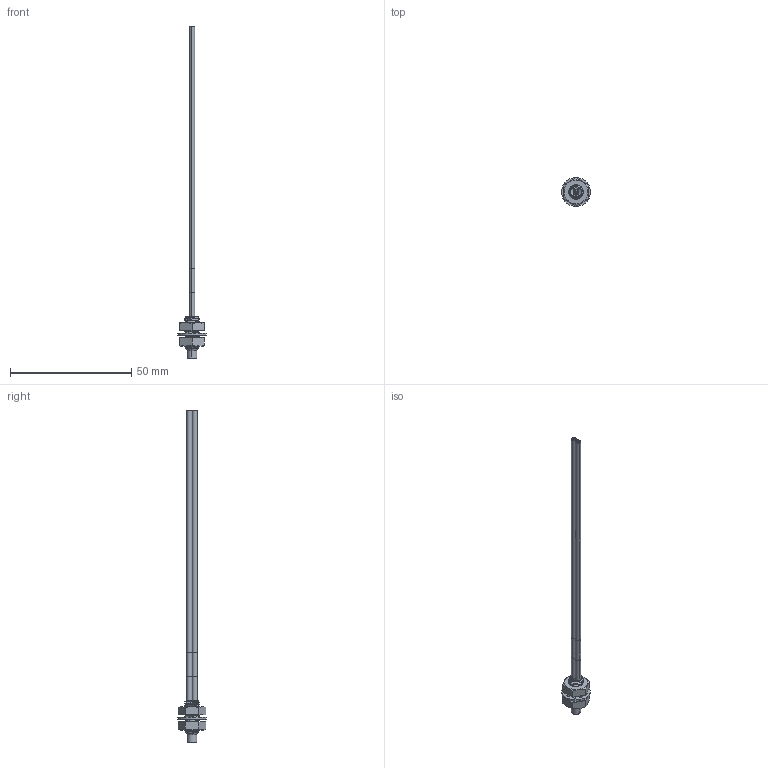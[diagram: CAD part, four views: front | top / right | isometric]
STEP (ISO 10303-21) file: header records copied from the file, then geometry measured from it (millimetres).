
FILE_DESCRIPTION((''),'2;1');
FILE_NAME('161877_ASM','2016-01-05T',('pdmadmin'),(''),'PRO/ENGINEER BY PARAMETRIC TECHNOLOGY CORPORATION, 2013230','PRO/ENGINEER BY PARAMETRIC TECHNOLOGY CORPORATION, 2013230','');
FILE_SCHEMA(('CONFIG_CONTROL_DESIGN'));
Length unit declared in the file: inch
Products named in the file (6): 13463; 51022; 08395; 08398_M6X0_75_HEX_JAM_NUT_SS_; FIBER_CORE_1MM; 161877_ASM
Assembly tree (8 placements, depth 2):
  161877_ASM
    13463
    51022  x2
    08395
    08398_M6X0_75_HEX_JAM_NUT_SS_  x2
    FIBER_CORE_1MM  x2
Bounding box: 11.92 x 11.92 x 136.99 mm (x, y, z)
Volume: 1612.3 mm3; surface area: 4367.2 mm2
Topology: 8 solids, 10 shells, 234 faces, 576 edges, 358 vertices
Faces by surface type: cylinder 106, cone 62, plane 48, bspline 18
Entity records: 10450 total; most frequent: CARTESIAN_POINT 5968, ORIENTED_EDGE 928, DIRECTION 894, EDGE_CURVE 466, AXIS2_PLACEMENT_3D 343, VERTEX_POINT 296, VECTOR 208, LINE 208
